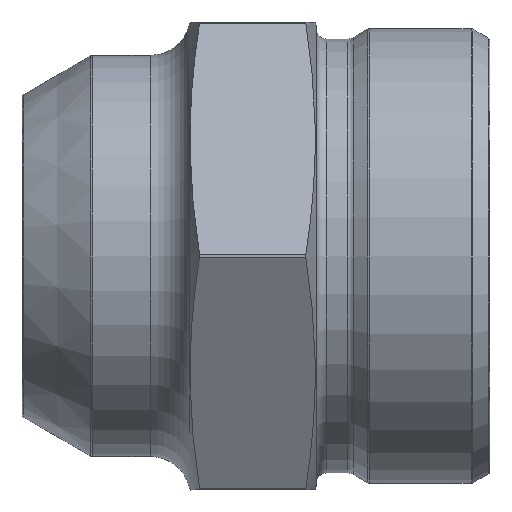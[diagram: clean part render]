
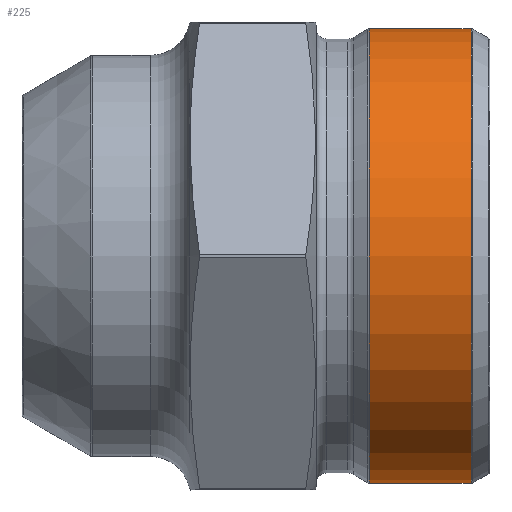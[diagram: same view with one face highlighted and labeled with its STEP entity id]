
A CAD part, front view. The second image highlights one B-rep face of the part: STEP entity #225.
In plain terms, the highlighted cylindrical face has radius 34 mm (diameter 68 mm), a full revolution.
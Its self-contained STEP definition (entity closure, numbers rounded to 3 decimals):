
#114=FACE_BOUND('',#286,.T.);
#115=FACE_BOUND('',#287,.T.);
#170=CYLINDRICAL_SURFACE('',#634,34.);
#189=CIRCLE('',#632,34.);
#190=CIRCLE('',#633,34.);
#225=ADVANCED_FACE('',(#114,#115),#170,.T.);
#286=EDGE_LOOP('',(#410));
#287=EDGE_LOOP('',(#411));
#410=ORIENTED_EDGE('',*,*,#569,.T.);
#411=ORIENTED_EDGE('',*,*,#570,.T.);
#508=VERTEX_POINT('',#975);
#509=VERTEX_POINT('',#977);
#569=EDGE_CURVE('',#508,#508,#189,.T.);
#570=EDGE_CURVE('',#509,#509,#190,.T.);
#632=AXIS2_PLACEMENT_3D('',#974,#748,#749);
#633=AXIS2_PLACEMENT_3D('',#976,#750,#751);
#634=AXIS2_PLACEMENT_3D('',#978,#752,#753);
#748=DIRECTION('',(1.,0.,0.));
#749=DIRECTION('',(0.,0.,-1.));
#750=DIRECTION('',(-1.,0.,0.));
#751=DIRECTION('',(0.,0.,-1.));
#752=DIRECTION('',(1.,0.,0.));
#753=DIRECTION('',(0.,0.,-1.));
#974=CARTESIAN_POINT('',(51.969,0.,0.));
#975=CARTESIAN_POINT('',(51.969,0.,-34.));
#976=CARTESIAN_POINT('',(67.166,0.,0.));
#977=CARTESIAN_POINT('',(67.166,0.,-34.));
#978=CARTESIAN_POINT('',(70.,0.,0.));
